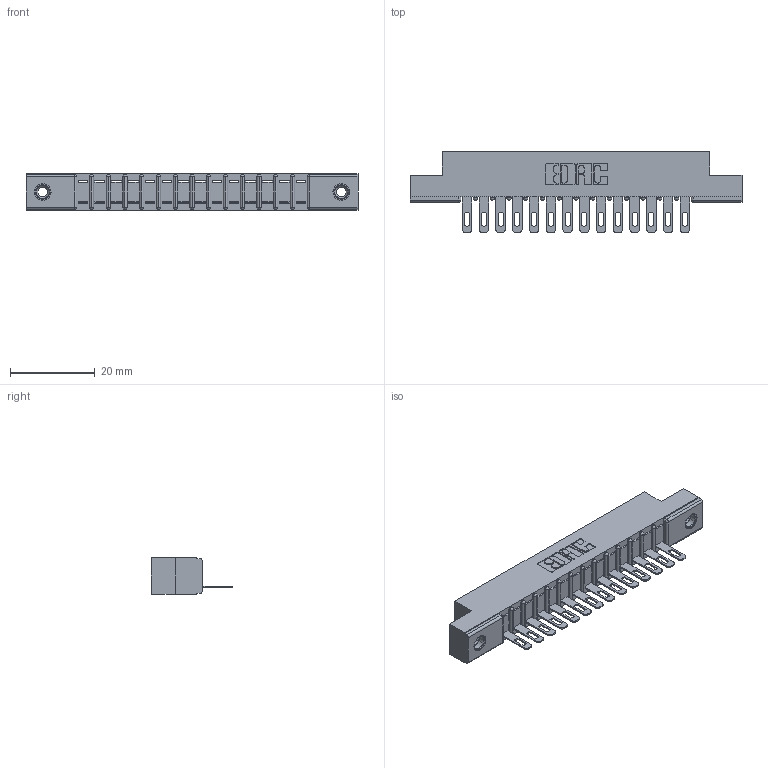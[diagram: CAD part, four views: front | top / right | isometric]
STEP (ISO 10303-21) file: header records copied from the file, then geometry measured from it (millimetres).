
FILE_DESCRIPTION (( 'STEP AP203' ), '1' );
FILE_NAME ('357-014-405-108.STEP', '2020-09-30T14:57:01', ( '' ), ( '' ), 'SwSTEP 2.0', 'SolidWorks 2020', '' );
FILE_SCHEMA (( 'CONFIG_CONTROL_DESIGN' ));
Length unit declared in the file: inch
Products named in the file (4): 307-290-001_505; 345-250-001_345-250-003-102; 307 Part_.156 Dia Mounting Holes; 357-014-405-108
Assembly tree (17 placements, depth 2):
  357-014-405-108
    307 Part_.156 Dia Mounting Holes
    307-290-001_505  x14
    345-250-001_345-250-003-102  x2
Bounding box: 78.49 x 19.18 x 8.71 mm (x, y, z)
Volume: 4987.7 mm3; surface area: 7570.2 mm2
Topology: 17 solids, 17 shells, 977 faces, 2727 edges, 1750 vertices
Faces by surface type: plane 606, cylinder 325, sphere 30, cone 12, torus 4
Entity records: 16613 total; most frequent: CARTESIAN_POINT 2767, ORIENTED_EDGE 2746, DIRECTION 2719, EDGE_CURVE 1373, VECTOR 1039, LINE 1039, VERTEX_POINT 888, AXIS2_PLACEMENT_3D 840
